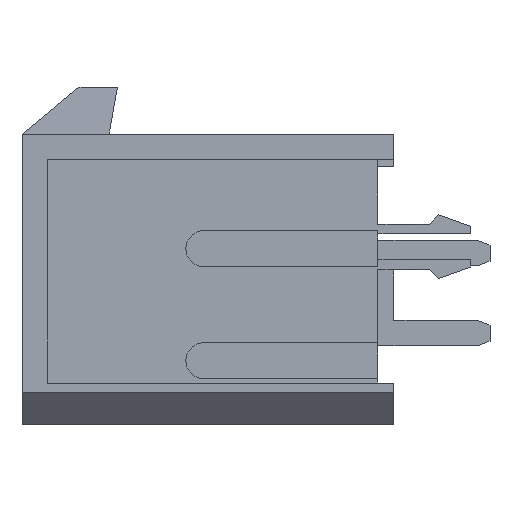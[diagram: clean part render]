
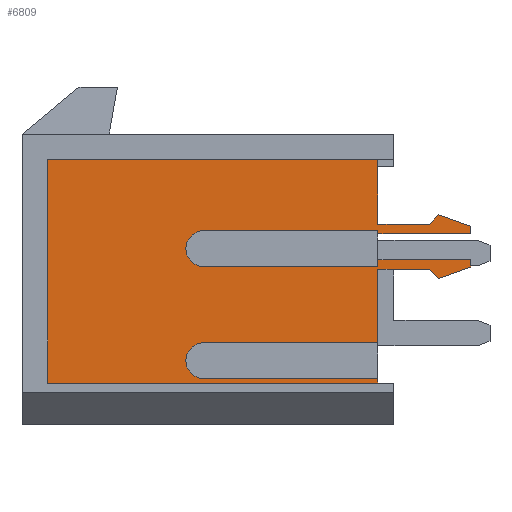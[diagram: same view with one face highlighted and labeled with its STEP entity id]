
A CAD part, left-side view. The second image highlights one B-rep face of the part: STEP entity #6809.
In plain terms, the highlighted planar face has unit normal (-1, 0, 0).
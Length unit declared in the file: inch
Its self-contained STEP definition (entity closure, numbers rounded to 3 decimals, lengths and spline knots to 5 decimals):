
#153=DIRECTION('',(0.,0.,-1.));
#154=VECTOR('',#153,0.007);
#155=CARTESIAN_POINT('',(-0.502,-0.2655,-0.155));
#156=LINE('',#155,#154);
#169=DIRECTION('',(0.001,0.,-1.));
#170=VECTOR('',#169,0.115);
#171=CARTESIAN_POINT('',(-0.50217,-0.2655,0.016));
#172=LINE('',#171,#170);
#201=DIRECTION('',(-0.002,0.,-1.));
#202=VECTOR('',#201,0.101);
#203=CARTESIAN_POINT('',(-0.502,-0.2655,0.187));
#204=LINE('',#203,#202);
#2301=DIRECTION('',(0.001,1.,0.));
#2302=VECTOR('',#2301,0.272);
#2303=CARTESIAN_POINT('',(-0.50217,-0.2655,0.02));
#2304=LINE('',#2303,#2302);
#2305=DIRECTION('',(-0.015,0.,1.));
#2306=VECTOR('',#2305,0.011);
#2307=CARTESIAN_POINT('',(-0.50217,-0.2655,0.02));
#2308=LINE('',#2307,#2306);
#2309=DIRECTION('',(0.,-1.,0.));
#2310=VECTOR('',#2309,0.145);
#2311=CARTESIAN_POINT('',(-0.50233,-0.2655,0.031));
#2312=LINE('',#2311,#2310);
#2313=DIRECTION('',(0.,0.,-1.));
#2314=VECTOR('',#2313,0.0118);
#2315=CARTESIAN_POINT('',(-0.50233,-0.4105,0.031));
#2316=LINE('',#2315,#2314);
#2317=DIRECTION('',(0.,0.94,-0.342));
#2318=VECTOR('',#2317,0.05321);
#2319=CARTESIAN_POINT('',(-0.50233,-0.4105,0.0192));
#2320=LINE('',#2319,#2318);
#2321=DIRECTION('',(0.,0.707,0.707));
#2322=VECTOR('',#2321,0.02121);
#2323=CARTESIAN_POINT('',(-0.50233,-0.3605,0.001));
#2324=LINE('',#2323,#2322);
#2325=DIRECTION('',(0.002,1.,0.));
#2326=VECTOR('',#2325,0.08);
#2327=CARTESIAN_POINT('',(-0.50233,-0.3455,0.016));
#2328=LINE('',#2327,#2326);
#2329=DIRECTION('',(0.,1.,0.));
#2330=VECTOR('',#2329,0.272);
#2331=CARTESIAN_POINT('',(-0.502,-0.2655,-0.099));
#2332=LINE('',#2331,#2330);
#2333=CARTESIAN_POINT('',(-0.502,0.0065,-0.127));
#2334=DIRECTION('',(1.,0.,0.));
#2335=DIRECTION('',(0.,0.,-1.));
#2336=AXIS2_PLACEMENT_3D('',#2333,#2334,#2335);
#2338=DIRECTION('',(0.,1.,0.));
#2339=VECTOR('',#2338,0.272);
#2340=CARTESIAN_POINT('',(-0.502,-0.2655,-0.155));
#2341=LINE('',#2340,#2339);
#2342=DIRECTION('',(0.,1.,0.));
#2343=VECTOR('',#2342,0.516);
#2344=CARTESIAN_POINT('',(-0.502,-0.2655,-0.162));
#2345=LINE('',#2344,#2343);
#2346=DIRECTION('',(0.,0.,1.));
#2347=VECTOR('',#2346,0.349);
#2348=CARTESIAN_POINT('',(-0.502,0.2505,-0.162));
#2349=LINE('',#2348,#2347);
#2350=DIRECTION('',(0.,-1.,0.));
#2351=VECTOR('',#2350,0.516);
#2352=CARTESIAN_POINT('',(-0.502,0.2505,0.187));
#2353=LINE('',#2352,#2351);
#2354=DIRECTION('',(-0.002,-1.,0.));
#2355=VECTOR('',#2354,0.08);
#2356=CARTESIAN_POINT('',(-0.50217,-0.2655,0.086));
#2357=LINE('',#2356,#2355);
#2358=DIRECTION('',(0.,-0.707,0.707));
#2359=VECTOR('',#2358,0.02121);
#2360=CARTESIAN_POINT('',(-0.50233,-0.3455,0.086));
#2361=LINE('',#2360,#2359);
#2362=DIRECTION('',(0.,-0.94,-0.342));
#2363=VECTOR('',#2362,0.05321);
#2364=CARTESIAN_POINT('',(-0.50233,-0.3605,0.101));
#2365=LINE('',#2364,#2363);
#2366=DIRECTION('',(0.,0.,-1.));
#2367=VECTOR('',#2366,0.0118);
#2368=CARTESIAN_POINT('',(-0.50233,-0.4105,0.0828));
#2369=LINE('',#2368,#2367);
#2370=DIRECTION('',(0.,1.,0.));
#2371=VECTOR('',#2370,0.145);
#2372=CARTESIAN_POINT('',(-0.50233,-0.4105,0.071));
#2373=LINE('',#2372,#2371);
#2374=DIRECTION('',(0.033,0.,0.999));
#2375=VECTOR('',#2374,0.005);
#2376=CARTESIAN_POINT('',(-0.50233,-0.2655,0.071));
#2377=LINE('',#2376,#2375);
#2378=DIRECTION('',(0.001,1.,0.));
#2379=VECTOR('',#2378,0.272);
#2380=CARTESIAN_POINT('',(-0.50217,-0.2655,0.076));
#2381=LINE('',#2380,#2379);
#2382=CARTESIAN_POINT('',(-0.502,0.0065,0.048));
#2383=DIRECTION('',(1.,0.,0.));
#2384=DIRECTION('',(0.,0.,-1.));
#2385=AXIS2_PLACEMENT_3D('',#2382,#2383,#2384);
#2795=CARTESIAN_POINT('',(-0.502,0.2505,-0.162));
#2796=CARTESIAN_POINT('',(-0.502,0.2505,0.187));
#2797=VERTEX_POINT('',#2795);
#2798=VERTEX_POINT('',#2796);
#2811=CARTESIAN_POINT('',(-0.502,-0.2655,-0.162));
#2812=VERTEX_POINT('',#2811);
#2813=CARTESIAN_POINT('',(-0.502,-0.2655,0.187));
#2814=VERTEX_POINT('',#2813);
#2829=CARTESIAN_POINT('',(-0.502,-0.2655,-0.155));
#2830=VERTEX_POINT('',#2829);
#2831=CARTESIAN_POINT('',(-0.502,-0.2655,-0.099));
#2832=VERTEX_POINT('',#2831);
#2833=CARTESIAN_POINT('',(-0.502,0.0065,-0.155));
#2834=VERTEX_POINT('',#2833);
#2835=CARTESIAN_POINT('',(-0.502,0.0065,-0.099));
#2836=VERTEX_POINT('',#2835);
#2837=CARTESIAN_POINT('',(-0.502,0.0065,0.02));
#2838=CARTESIAN_POINT('',(-0.502,0.0065,0.076));
#2839=VERTEX_POINT('',#2837);
#2840=VERTEX_POINT('',#2838);
#3177=CARTESIAN_POINT('',(-0.50233,-0.3455,0.086));
#3178=CARTESIAN_POINT('',(-0.50233,-0.3605,0.101));
#3179=VERTEX_POINT('',#3177);
#3180=VERTEX_POINT('',#3178);
#3181=CARTESIAN_POINT('',(-0.50233,-0.4105,0.0828));
#3182=VERTEX_POINT('',#3181);
#3183=CARTESIAN_POINT('',(-0.50233,-0.4105,0.071));
#3184=VERTEX_POINT('',#3183);
#3185=CARTESIAN_POINT('',(-0.50233,-0.2655,0.071));
#3186=VERTEX_POINT('',#3185);
#3187=CARTESIAN_POINT('',(-0.50233,-0.2655,0.031));
#3188=CARTESIAN_POINT('',(-0.50233,-0.4105,0.031));
#3189=VERTEX_POINT('',#3187);
#3190=VERTEX_POINT('',#3188);
#3191=CARTESIAN_POINT('',(-0.50233,-0.4105,0.0192));
#3192=VERTEX_POINT('',#3191);
#3193=CARTESIAN_POINT('',(-0.50233,-0.3605,0.001));
#3194=VERTEX_POINT('',#3193);
#3195=CARTESIAN_POINT('',(-0.50233,-0.3455,0.016));
#3196=VERTEX_POINT('',#3195);
#3205=CARTESIAN_POINT('',(-0.50217,-0.2655,0.086));
#3206=VERTEX_POINT('',#3205);
#3209=CARTESIAN_POINT('',(-0.50217,-0.2655,0.016));
#3210=VERTEX_POINT('',#3209);
#3217=CARTESIAN_POINT('',(-0.50217,-0.2655,0.02));
#3218=VERTEX_POINT('',#3217);
#3219=CARTESIAN_POINT('',(-0.50217,-0.2655,0.076));
#3220=VERTEX_POINT('',#3219);
#6760=CARTESIAN_POINT('',(-0.502,-0.2905,0.227));
#6761=DIRECTION('',(1.,0.,0.));
#6762=DIRECTION('',(0.,0.,-1.));
#6763=AXIS2_PLACEMENT_3D('',#6760,#6761,#6762);
#6764=PLANE('',#6763);
#6766=ORIENTED_EDGE('',*,*,#6765,.F.);
#6768=ORIENTED_EDGE('',*,*,#6767,.T.);
#6770=ORIENTED_EDGE('',*,*,#6769,.T.);
#6772=ORIENTED_EDGE('',*,*,#6771,.T.);
#6774=ORIENTED_EDGE('',*,*,#6773,.T.);
#6776=ORIENTED_EDGE('',*,*,#6775,.T.);
#6778=ORIENTED_EDGE('',*,*,#6777,.T.);
#6779=ORIENTED_EDGE('',*,*,#3500,.T.);
#6781=ORIENTED_EDGE('',*,*,#6780,.T.);
#6783=ORIENTED_EDGE('',*,*,#6782,.F.);
#6785=ORIENTED_EDGE('',*,*,#6784,.F.);
#6786=ORIENTED_EDGE('',*,*,#3492,.T.);
#6787=ORIENTED_EDGE('',*,*,#6726,.T.);
#6788=ORIENTED_EDGE('',*,*,#6740,.T.);
#6789=ORIENTED_EDGE('',*,*,#6753,.T.);
#6790=ORIENTED_EDGE('',*,*,#3516,.T.);
#6792=ORIENTED_EDGE('',*,*,#6791,.T.);
#6794=ORIENTED_EDGE('',*,*,#6793,.T.);
#6796=ORIENTED_EDGE('',*,*,#6795,.T.);
#6798=ORIENTED_EDGE('',*,*,#6797,.T.);
#6800=ORIENTED_EDGE('',*,*,#6799,.T.);
#6802=ORIENTED_EDGE('',*,*,#6801,.T.);
#6804=ORIENTED_EDGE('',*,*,#6803,.T.);
#6806=ORIENTED_EDGE('',*,*,#6805,.F.);
#6807=EDGE_LOOP('',(#6766,#6768,#6770,#6772,#6774,#6776,#6778,#6779,#6781,#6783,
#6785,#6786,#6787,#6788,#6789,#6790,#6792,#6794,#6796,#6798,#6800,#6802,#6804,
#6806));
#6808=FACE_OUTER_BOUND('',#6807,.F.);
#6809=ADVANCED_FACE('',(#6808),#6764,.F.);
#2337=CIRCLE('',#2336,0.028);
#2386=CIRCLE('',#2385,0.028);
#3492=EDGE_CURVE('',#2830,#2812,#156,.T.);
#3500=EDGE_CURVE('',#3210,#2832,#172,.T.);
#3516=EDGE_CURVE('',#2814,#3206,#204,.T.);
#6726=EDGE_CURVE('',#2812,#2797,#2345,.T.);
#6740=EDGE_CURVE('',#2797,#2798,#2349,.T.);
#6753=EDGE_CURVE('',#2798,#2814,#2353,.T.);
#6765=EDGE_CURVE('',#3218,#2839,#2304,.T.);
#6767=EDGE_CURVE('',#3218,#3189,#2308,.T.);
#6769=EDGE_CURVE('',#3189,#3190,#2312,.T.);
#6771=EDGE_CURVE('',#3190,#3192,#2316,.T.);
#6773=EDGE_CURVE('',#3192,#3194,#2320,.T.);
#6775=EDGE_CURVE('',#3194,#3196,#2324,.T.);
#6777=EDGE_CURVE('',#3196,#3210,#2328,.T.);
#6780=EDGE_CURVE('',#2832,#2836,#2332,.T.);
#6782=EDGE_CURVE('',#2834,#2836,#2337,.T.);
#6784=EDGE_CURVE('',#2830,#2834,#2341,.T.);
#6791=EDGE_CURVE('',#3206,#3179,#2357,.T.);
#6793=EDGE_CURVE('',#3179,#3180,#2361,.T.);
#6795=EDGE_CURVE('',#3180,#3182,#2365,.T.);
#6797=EDGE_CURVE('',#3182,#3184,#2369,.T.);
#6799=EDGE_CURVE('',#3184,#3186,#2373,.T.);
#6801=EDGE_CURVE('',#3186,#3220,#2377,.T.);
#6803=EDGE_CURVE('',#3220,#2840,#2381,.T.);
#6805=EDGE_CURVE('',#2839,#2840,#2386,.T.);
